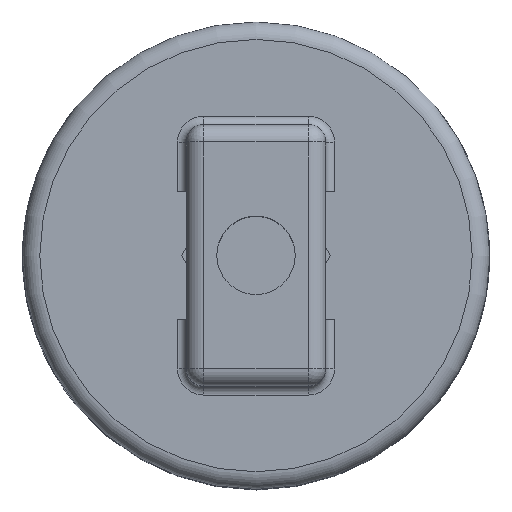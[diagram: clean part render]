
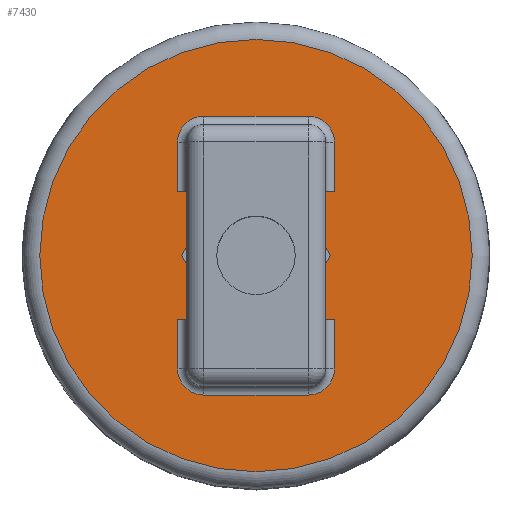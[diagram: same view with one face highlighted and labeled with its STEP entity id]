
A CAD part, top view. The second image highlights one B-rep face of the part: STEP entity #7430.
In plain terms, the highlighted planar face has unit normal (0, 0, 1).
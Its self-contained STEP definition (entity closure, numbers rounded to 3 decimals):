
#55=CIRCLE('',#7567,12.4);
#56=CIRCLE('',#7569,1.5);
#57=CIRCLE('',#7570,1.5);
#58=CIRCLE('',#7571,1.5);
#59=CIRCLE('',#7572,1.5);
#119=FACE_BOUND('',#1009,.T.);
#196=PLANE('',#7568);
#577=FACE_OUTER_BOUND('',#1008,.T.);
#1008=EDGE_LOOP('',(#6558));
#1009=EDGE_LOOP('',(#6559,#6560,#6561,#6562,#6563,#6564,#6565,#6566,#6567,
#6568,#6569,#6570,#6571,#6572,#6573,#6574,#6575,#6576));
#1490=LINE('',#15566,#1975);
#1492=LINE('',#15569,#1977);
#1493=LINE('',#15572,#1978);
#1495=LINE('',#15575,#1980);
#1496=LINE('',#15584,#1981);
#1497=LINE('',#15586,#1982);
#1498=LINE('',#15590,#1983);
#1499=LINE('',#15594,#1984);
#1500=LINE('',#15595,#1985);
#1501=LINE('',#15597,#1986);
#1502=LINE('',#15599,#1987);
#1503=LINE('',#15603,#1988);
#1504=LINE('',#15607,#1989);
#1505=LINE('',#15608,#1990);
#1975=VECTOR('',#8234,10.);
#1977=VECTOR('',#8238,10.);
#1978=VECTOR('',#8241,10.);
#1980=VECTOR('',#8245,10.);
#1981=VECTOR('',#8256,10.);
#1982=VECTOR('',#8257,10.);
#1983=VECTOR('',#8260,10.);
#1984=VECTOR('',#8263,10.);
#1985=VECTOR('',#8264,10.);
#1986=VECTOR('',#8265,10.);
#1987=VECTOR('',#8266,10.);
#1988=VECTOR('',#8269,10.);
#1989=VECTOR('',#8272,10.);
#1990=VECTOR('',#8273,10.);
#3304=VERTEX_POINT('',#15537);
#3309=VERTEX_POINT('',#15553);
#3310=VERTEX_POINT('',#15557);
#3311=VERTEX_POINT('',#15561);
#3312=VERTEX_POINT('',#15565);
#3313=VERTEX_POINT('',#15571);
#3315=VERTEX_POINT('',#15579);
#3316=VERTEX_POINT('',#15583);
#3317=VERTEX_POINT('',#15585);
#3318=VERTEX_POINT('',#15587);
#3319=VERTEX_POINT('',#15589);
#3320=VERTEX_POINT('',#15591);
#3321=VERTEX_POINT('',#15593);
#3322=VERTEX_POINT('',#15596);
#3323=VERTEX_POINT('',#15598);
#3324=VERTEX_POINT('',#15600);
#3325=VERTEX_POINT('',#15602);
#3326=VERTEX_POINT('',#15604);
#3327=VERTEX_POINT('',#15606);
#4399=EDGE_CURVE('',#3312,#3304,#1490,.T.);
#4401=EDGE_CURVE('',#3310,#3312,#1492,.T.);
#4402=EDGE_CURVE('',#3313,#3309,#1493,.T.);
#4404=EDGE_CURVE('',#3311,#3313,#1495,.T.);
#4407=EDGE_CURVE('',#3315,#3315,#55,.T.);
#4408=EDGE_CURVE('',#3304,#3316,#1496,.T.);
#4409=EDGE_CURVE('',#3317,#3316,#1497,.T.);
#4410=EDGE_CURVE('',#3318,#3317,#56,.T.);
#4411=EDGE_CURVE('',#3319,#3318,#1498,.T.);
#4412=EDGE_CURVE('',#3320,#3319,#57,.T.);
#4413=EDGE_CURVE('',#3321,#3320,#1499,.T.);
#4414=EDGE_CURVE('',#3321,#3311,#1500,.T.);
#4415=EDGE_CURVE('',#3322,#3309,#1501,.T.);
#4416=EDGE_CURVE('',#3323,#3322,#1502,.T.);
#4417=EDGE_CURVE('',#3324,#3323,#58,.T.);
#4418=EDGE_CURVE('',#3325,#3324,#1503,.T.);
#4419=EDGE_CURVE('',#3326,#3325,#59,.T.);
#4420=EDGE_CURVE('',#3327,#3326,#1504,.T.);
#4421=EDGE_CURVE('',#3310,#3327,#1505,.T.);
#6558=ORIENTED_EDGE('',*,*,#4407,.F.);
#6559=ORIENTED_EDGE('',*,*,#4399,.T.);
#6560=ORIENTED_EDGE('',*,*,#4408,.T.);
#6561=ORIENTED_EDGE('',*,*,#4409,.F.);
#6562=ORIENTED_EDGE('',*,*,#4410,.F.);
#6563=ORIENTED_EDGE('',*,*,#4411,.F.);
#6564=ORIENTED_EDGE('',*,*,#4412,.F.);
#6565=ORIENTED_EDGE('',*,*,#4413,.F.);
#6566=ORIENTED_EDGE('',*,*,#4414,.T.);
#6567=ORIENTED_EDGE('',*,*,#4404,.T.);
#6568=ORIENTED_EDGE('',*,*,#4402,.T.);
#6569=ORIENTED_EDGE('',*,*,#4415,.F.);
#6570=ORIENTED_EDGE('',*,*,#4416,.F.);
#6571=ORIENTED_EDGE('',*,*,#4417,.F.);
#6572=ORIENTED_EDGE('',*,*,#4418,.F.);
#6573=ORIENTED_EDGE('',*,*,#4419,.F.);
#6574=ORIENTED_EDGE('',*,*,#4420,.F.);
#6575=ORIENTED_EDGE('',*,*,#4421,.F.);
#6576=ORIENTED_EDGE('',*,*,#4401,.T.);
#7430=ADVANCED_FACE('',(#577,#119),#196,.T.);
#7567=AXIS2_PLACEMENT_3D('',#15581,#8252,#8253);
#7568=AXIS2_PLACEMENT_3D('',#15582,#8254,#8255);
#7569=AXIS2_PLACEMENT_3D('',#15588,#8258,#8259);
#7570=AXIS2_PLACEMENT_3D('',#15592,#8261,#8262);
#7571=AXIS2_PLACEMENT_3D('',#15601,#8267,#8268);
#7572=AXIS2_PLACEMENT_3D('',#15605,#8270,#8271);
#8234=DIRECTION('',(0.5,0.866,0.));
#8238=DIRECTION('',(-0.5,0.866,0.));
#8241=DIRECTION('',(-0.5,-0.866,0.));
#8245=DIRECTION('',(0.5,-0.866,0.));
#8252=DIRECTION('center_axis',(0.,0.,-1.));
#8253=DIRECTION('ref_axis',(-1.,0.,0.));
#8254=DIRECTION('center_axis',(0.,0.,1.));
#8255=DIRECTION('ref_axis',(-1.,0.,0.));
#8256=DIRECTION('',(-1.,0.,0.));
#8257=DIRECTION('',(0.,-1.,0.));
#8258=DIRECTION('center_axis',(0.,0.,1.));
#8259=DIRECTION('ref_axis',(-0.707,0.707,0.));
#8260=DIRECTION('',(-1.,0.,0.));
#8261=DIRECTION('center_axis',(0.,0.,1.));
#8262=DIRECTION('ref_axis',(0.707,0.707,0.));
#8263=DIRECTION('',(0.,1.,0.));
#8264=DIRECTION('',(-1.,0.,0.));
#8265=DIRECTION('',(-1.,0.,0.));
#8266=DIRECTION('',(0.,1.,0.));
#8267=DIRECTION('center_axis',(0.,0.,1.));
#8268=DIRECTION('ref_axis',(0.707,-0.707,0.));
#8269=DIRECTION('',(1.,0.,0.));
#8270=DIRECTION('center_axis',(0.,0.,1.));
#8271=DIRECTION('ref_axis',(-0.707,-0.707,0.));
#8272=DIRECTION('',(0.,-1.,0.));
#8273=DIRECTION('',(-1.,0.,0.));
#15537=CARTESIAN_POINT('',(22.835,3.65,17.));
#15553=CARTESIAN_POINT('',(27.165,-3.65,17.));
#15557=CARTESIAN_POINT('',(22.835,-3.65,17.));
#15561=CARTESIAN_POINT('',(27.165,3.65,17.));
#15565=CARTESIAN_POINT('',(20.728,0.,17.));
#15566=CARTESIAN_POINT('',(21.262,0.925,17.));
#15569=CARTESIAN_POINT('',(22.33,-2.775,17.));
#15571=CARTESIAN_POINT('',(29.272,0.,17.));
#15572=CARTESIAN_POINT('',(28.738,-0.925,17.));
#15575=CARTESIAN_POINT('',(27.67,2.775,17.));
#15579=CARTESIAN_POINT('',(37.4,0.,17.));
#15581=CARTESIAN_POINT('Origin',(25.,0.,17.));
#15582=CARTESIAN_POINT('Origin',(25.,0.,17.));
#15583=CARTESIAN_POINT('',(20.5,3.65,17.));
#15584=CARTESIAN_POINT('',(28.,3.65,17.));
#15585=CARTESIAN_POINT('',(20.5,6.5,17.));
#15586=CARTESIAN_POINT('',(20.5,3.75,17.));
#15587=CARTESIAN_POINT('',(22.,8.,17.));
#15588=CARTESIAN_POINT('Origin',(22.,6.5,17.));
#15589=CARTESIAN_POINT('',(28.,8.,17.));
#15590=CARTESIAN_POINT('',(26.5,8.,17.));
#15591=CARTESIAN_POINT('',(29.5,6.5,17.));
#15592=CARTESIAN_POINT('Origin',(28.,6.5,17.));
#15593=CARTESIAN_POINT('',(29.5,3.65,17.));
#15594=CARTESIAN_POINT('',(29.5,-3.75,17.));
#15595=CARTESIAN_POINT('',(28.,3.65,17.));
#15596=CARTESIAN_POINT('',(29.5,-3.65,17.));
#15597=CARTESIAN_POINT('',(28.,-3.65,17.));
#15598=CARTESIAN_POINT('',(29.5,-6.5,17.));
#15599=CARTESIAN_POINT('',(29.5,-3.75,17.));
#15600=CARTESIAN_POINT('',(28.,-8.,17.));
#15601=CARTESIAN_POINT('Origin',(28.,-6.5,17.));
#15602=CARTESIAN_POINT('',(22.,-8.,17.));
#15603=CARTESIAN_POINT('',(23.5,-8.,17.));
#15604=CARTESIAN_POINT('',(20.5,-6.5,17.));
#15605=CARTESIAN_POINT('Origin',(22.,-6.5,17.));
#15606=CARTESIAN_POINT('',(20.5,-3.65,17.));
#15607=CARTESIAN_POINT('',(20.5,3.75,17.));
#15608=CARTESIAN_POINT('',(28.,-3.65,17.));
